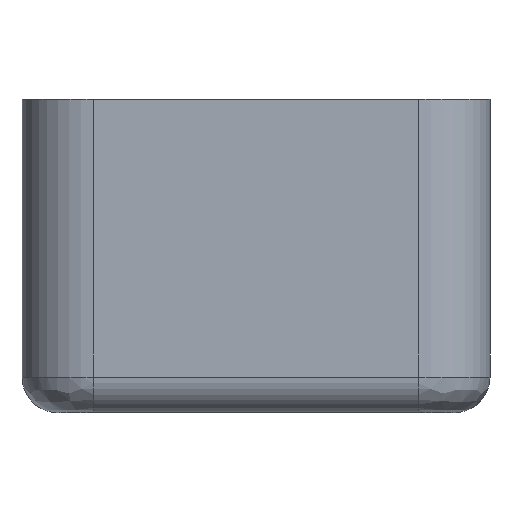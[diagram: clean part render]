
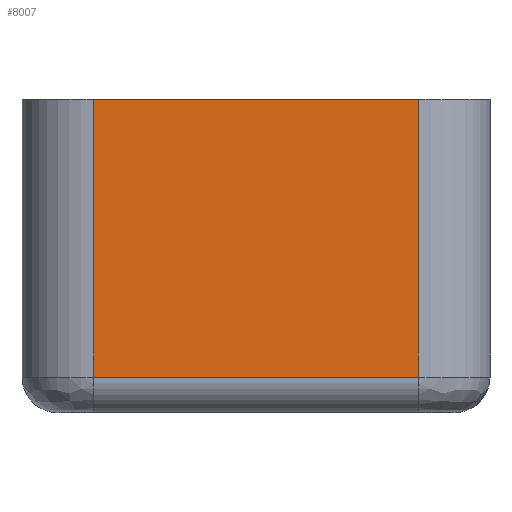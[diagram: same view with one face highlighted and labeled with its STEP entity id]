
A CAD part, left-side view. The second image highlights one B-rep face of the part: STEP entity #8007.
In plain terms, the highlighted planar face has unit normal (-1, 0, 0).
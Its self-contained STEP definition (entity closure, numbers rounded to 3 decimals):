
#1523=FACE_OUTER_BOUND('',#1980,.T.);
#1980=EDGE_LOOP('',(#7486,#7487,#7488,#7489));
#2462=LINE('',#16859,#2985);
#2501=LINE('',#17035,#3024);
#2502=LINE('',#17038,#3025);
#2503=LINE('',#17040,#3026);
#2985=VECTOR('',#8809,10.);
#3024=VECTOR('',#8974,10.);
#3025=VECTOR('',#8979,10.);
#3026=VECTOR('',#8982,10.);
#3793=VERTEX_POINT('',#16856);
#3794=VERTEX_POINT('',#16858);
#3830=VERTEX_POINT('',#16991);
#3831=VERTEX_POINT('',#17003);
#4975=EDGE_CURVE('',#3794,#3793,#2462,.T.);
#5049=EDGE_CURVE('',#3831,#3793,#2501,.T.);
#5050=EDGE_CURVE('',#3830,#3831,#2502,.T.);
#5051=EDGE_CURVE('',#3794,#3830,#2503,.T.);
#7486=ORIENTED_EDGE('',*,*,#4975,.T.);
#7487=ORIENTED_EDGE('',*,*,#5049,.F.);
#7488=ORIENTED_EDGE('',*,*,#5050,.F.);
#7489=ORIENTED_EDGE('',*,*,#5051,.F.);
#7572=PLANE('',#8168);
#8007=ADVANCED_FACE('',(#1523),#7572,.T.);
#8168=AXIS2_PLACEMENT_3D('',#17043,#8987,#8988);
#8809=DIRECTION('',(0.,1.,0.));
#8974=DIRECTION('',(0.,0.,1.));
#8979=DIRECTION('',(0.,1.,0.));
#8982=DIRECTION('',(0.,0.,-1.));
#8987=DIRECTION('center_axis',(-1.,0.,0.));
#8988=DIRECTION('ref_axis',(0.,1.,0.));
#16856=CARTESIAN_POINT('',(-35.5,11.43,22.));
#16858=CARTESIAN_POINT('',(-35.5,-11.43,22.));
#16859=CARTESIAN_POINT('',(-35.5,-8.215,22.));
#16991=CARTESIAN_POINT('',(-35.5,-11.43,2.5));
#17003=CARTESIAN_POINT('',(-35.5,11.43,2.5));
#17035=CARTESIAN_POINT('',(-35.5,11.43,42.));
#17038=CARTESIAN_POINT('',(-35.5,-8.215,2.5));
#17040=CARTESIAN_POINT('',(-35.5,-11.43,42.));
#17043=CARTESIAN_POINT('Origin',(-35.5,-16.43,42.));
